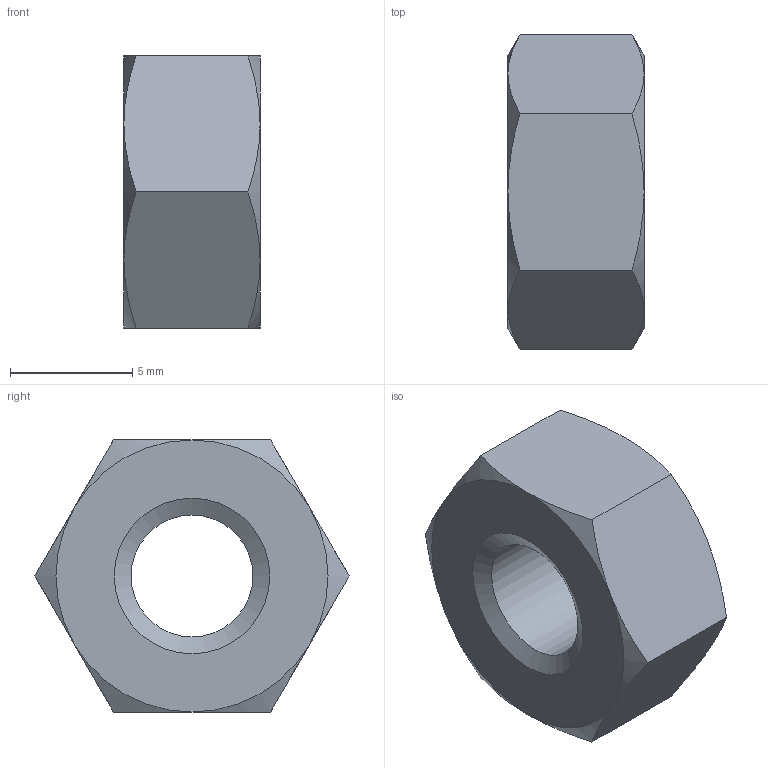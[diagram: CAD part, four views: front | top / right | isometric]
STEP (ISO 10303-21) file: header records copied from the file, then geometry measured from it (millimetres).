
FILE_DESCRIPTION(/* description */ ('Hex Nut'),/* implementation_level */ '2;1');
FILE_NAME(/* name */ 'local.ANSI.1001.10.2.ipt.step',/* time_stamp */ '2017-01-04T15:01:57-08:00',/* author */ ('Autodesk'),/* organization */ (''),/* preprocessor_version */ 'ST-DEVELOPER v16.5',/* originating_system */ 'Autodesk Inventor 2017',/* authorisation */ '');
FILE_SCHEMA (('AUTOMOTIVE_DESIGN { 1 0 10303 214 3 1 1 }'));
Length unit declared in the file: millimetre
Products named in the file (1): ANSI B18.2.2 - 1/4 - 20
Bounding box: 5.56 x 12.83 x 11.11 mm (x, y, z)
Volume: 479 mm3; surface area: 457.4 mm2
Topology: 1 solids, 1 shells, 23 faces, 50 edges, 29 vertices
Faces by surface type: cone 14, plane 8, cylinder 1
Full cylindrical faces by diameter (mm): 4.978 x1
Entity records: 602 total; most frequent: CARTESIAN_POINT 146, ORIENTED_EDGE 92, DIRECTION 86, EDGE_CURVE 46, AXIS2_PLACEMENT_3D 40, EDGE_LOOP 28, VERTEX_POINT 28, FACE_OUTER_BOUND 23
